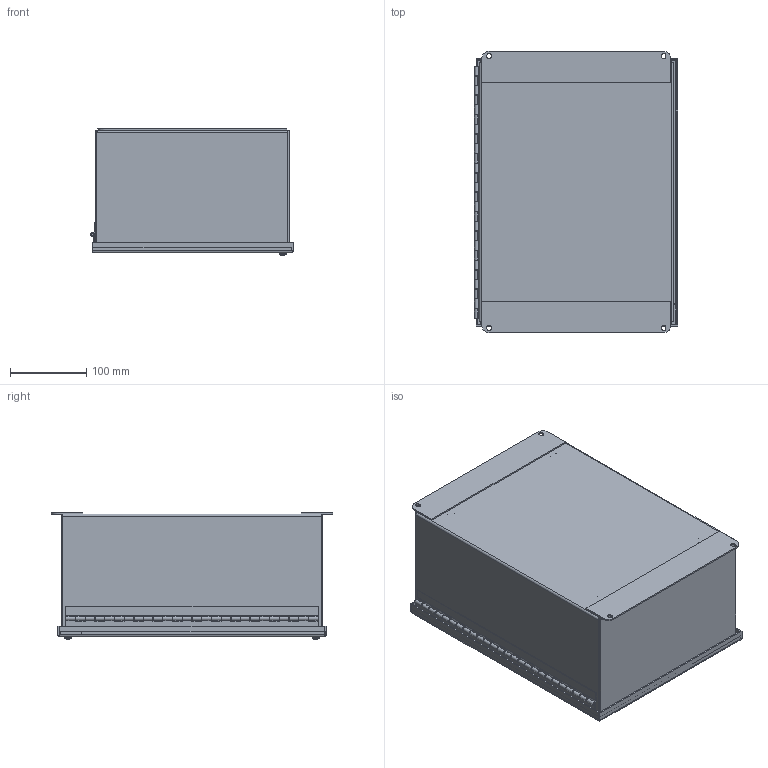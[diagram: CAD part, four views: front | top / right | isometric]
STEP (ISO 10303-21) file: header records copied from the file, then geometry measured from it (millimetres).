
FILE_DESCRIPTION(/* description */ ('10.38X13.82 LID'),/* implementation_level */ '2;1');
FILE_NAME(/* name */ 'PBYX12.stp',/* time_stamp */ '2017-01-30T18:32:42+05:00',/* author */ ('mgunasekar'),/* organization */ (''),/* preprocessor_version */ 'ST-DEVELOPER v16.1',/* originating_system */ 'Autodesk Inventor 2016',/* authorisation */ '');
FILE_SCHEMA (('AUTOMOTIVE_DESIGN { 1 0 10303 214 3 1 1 }'));
Length unit declared in the file: inch
Products named in the file (16): PBYX12LID; 39077; 316273; PBYX12BKP; PBYX12PP; 3499; 34984; 328124LH; 328124P; 328124TH; 328124; 38837; 34047; 34813; 372163; PBYX12
Assembly tree (26 placements, depth 3):
  PBYX12
    PBYX12LID
    39077  x2
    316273  x2
    PBYX12BKP
    PBYX12PP
    3499  x4
    34984  x2
    328124
      328124LH
      328124P
      328124TH
    38837
    34047  x4
    34813  x2
    372163  x2
Bounding box: 265.79 x 368.3 x 166.01 mm (x, y, z)
Volume: 969924.4 mm3; surface area: 1008411.2 mm2
Topology: 25 solids, 25 shells, 790 faces, 2070 edges, 1345 vertices
Faces by surface type: plane 499, cylinder 200, cone 37, bspline 32, torus 20, sphere 2
Full cylindrical faces by diameter (mm): 2.54 x1, 2.957 x26, 3.962 x6, 4.826 x7, 4.978 x2, 6.299 x2, 6.35 x2, 6.528 x2, 7.061 x2, 7.137 x2, 7.62 x4, 7.938 x4, 9.474 x6, 10.312 x2, 11.506 x2, 15.875 x4
Entity records: 20908 total; most frequent: CARTESIAN_POINT 4435, ORIENTED_EDGE 3208, DIRECTION 3164, EDGE_CURVE 1604, LINE 1154, VECTOR 1154, VERTEX_POINT 1072, AXIS2_PLACEMENT_3D 1005
